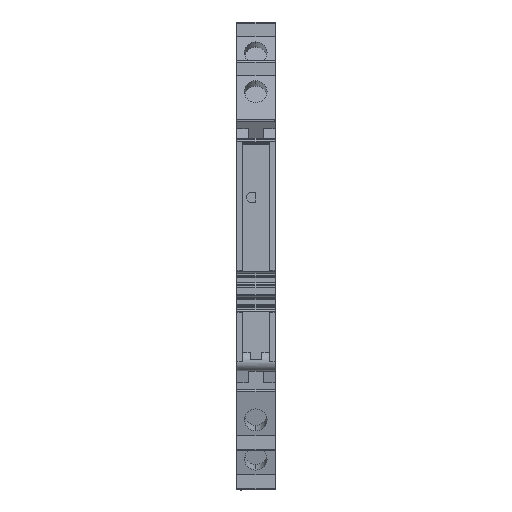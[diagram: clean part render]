
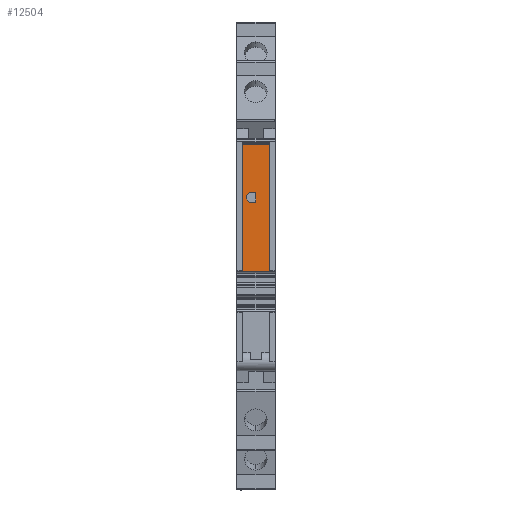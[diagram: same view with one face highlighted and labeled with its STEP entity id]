
A CAD part, top view. The second image highlights one B-rep face of the part: STEP entity #12504.
In plain terms, the highlighted planar face has unit normal (0, 0, 1).
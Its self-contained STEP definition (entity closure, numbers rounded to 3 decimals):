
#12488=AXIS2_PLACEMENT_3D('Plane Axis2P3D',#12485,#12486,#12487) ;
#12148=CARTESIAN_POINT('Vertex',(5.2,34.776,55.)) ;
#12162=CARTESIAN_POINT('Vertex',(5.2,54.949,55.)) ;
#12165=CARTESIAN_POINT('Line Origine',(5.2,44.863,55.)) ;
#12201=CARTESIAN_POINT('Vertex',(0.9,54.949,55.)) ;
#12204=CARTESIAN_POINT('Line Origine',(3.05,54.949,55.)) ;
#12233=CARTESIAN_POINT('Vertex',(0.9,34.776,55.)) ;
#12236=CARTESIAN_POINT('Line Origine',(0.9,44.863,55.)) ;
#12259=CARTESIAN_POINT('Line Origine',(3.05,34.776,55.)) ;
#12277=CARTESIAN_POINT('Line Origine',(1.747,45.987,55.)) ;
#12281=CARTESIAN_POINT('Vertex',(1.5,46.234,55.)) ;
#12283=CARTESIAN_POINT('Vertex',(1.995,45.739,55.)) ;
#12318=CARTESIAN_POINT('Line Origine',(1.5,46.489,55.)) ;
#12322=CARTESIAN_POINT('Vertex',(1.5,46.744,55.)) ;
#12350=CARTESIAN_POINT('Line Origine',(1.747,46.992,55.)) ;
#12354=CARTESIAN_POINT('Vertex',(1.995,47.239,55.)) ;
#12382=CARTESIAN_POINT('Line Origine',(2.497,47.239,55.)) ;
#12386=CARTESIAN_POINT('Vertex',(3.,47.239,55.)) ;
#12414=CARTESIAN_POINT('Line Origine',(3.,46.489,55.)) ;
#12418=CARTESIAN_POINT('Vertex',(3.,45.739,55.)) ;
#12446=CARTESIAN_POINT('Line Origine',(2.497,45.739,55.)) ;
#12485=CARTESIAN_POINT('Axis2P3D Location',(0.,0.,55.)) ;
#12166=DIRECTION('Vector Direction',(0.,-1.,0.)) ;
#12205=DIRECTION('Vector Direction',(1.,0.,0.)) ;
#12237=DIRECTION('Vector Direction',(0.,1.,0.)) ;
#12260=DIRECTION('Vector Direction',(-1.,0.,0.)) ;
#12278=DIRECTION('Vector Direction',(0.707,-0.707,0.)) ;
#12319=DIRECTION('Vector Direction',(0.,-1.,0.)) ;
#12351=DIRECTION('Vector Direction',(-0.707,-0.707,0.)) ;
#12383=DIRECTION('Vector Direction',(-1.,0.,0.)) ;
#12415=DIRECTION('Vector Direction',(0.,1.,0.)) ;
#12447=DIRECTION('Vector Direction',(1.,0.,0.)) ;
#12486=DIRECTION('Axis2P3D Direction',(0.,0.,1.)) ;
#12487=DIRECTION('Axis2P3D XDirection',(1.,0.,0.)) ;
#12167=VECTOR('Line Direction',#12166,1.) ;
#12206=VECTOR('Line Direction',#12205,1.) ;
#12238=VECTOR('Line Direction',#12237,1.) ;
#12261=VECTOR('Line Direction',#12260,1.) ;
#12279=VECTOR('Line Direction',#12278,1.) ;
#12320=VECTOR('Line Direction',#12319,1.) ;
#12352=VECTOR('Line Direction',#12351,1.) ;
#12384=VECTOR('Line Direction',#12383,1.) ;
#12416=VECTOR('Line Direction',#12415,1.) ;
#12448=VECTOR('Line Direction',#12447,1.) ;
#12491=ORIENTED_EDGE('',*,*,#12169,.T.) ;
#12492=ORIENTED_EDGE('',*,*,#12208,.T.) ;
#12493=ORIENTED_EDGE('',*,*,#12240,.T.) ;
#12494=ORIENTED_EDGE('',*,*,#12263,.T.) ;
#12497=ORIENTED_EDGE('',*,*,#12285,.F.) ;
#12498=ORIENTED_EDGE('',*,*,#12324,.F.) ;
#12499=ORIENTED_EDGE('',*,*,#12356,.F.) ;
#12500=ORIENTED_EDGE('',*,*,#12388,.F.) ;
#12501=ORIENTED_EDGE('',*,*,#12420,.F.) ;
#12502=ORIENTED_EDGE('',*,*,#12450,.F.) ;
#12503=FACE_BOUND('',#12496,.T.) ;
#12504=ADVANCED_FACE('Bedruckung_1',(#12495,#12503),#12489,.T.) ;
#12169=EDGE_CURVE('',#12149,#12163,#12168,.F.) ;
#12208=EDGE_CURVE('',#12163,#12202,#12207,.F.) ;
#12240=EDGE_CURVE('',#12202,#12234,#12239,.F.) ;
#12263=EDGE_CURVE('',#12234,#12149,#12262,.F.) ;
#12285=EDGE_CURVE('',#12282,#12284,#12280,.T.) ;
#12324=EDGE_CURVE('',#12323,#12282,#12321,.T.) ;
#12356=EDGE_CURVE('',#12355,#12323,#12353,.T.) ;
#12388=EDGE_CURVE('',#12387,#12355,#12385,.T.) ;
#12420=EDGE_CURVE('',#12419,#12387,#12417,.T.) ;
#12450=EDGE_CURVE('',#12284,#12419,#12449,.T.) ;
#12490=EDGE_LOOP('',(#12491,#12492,#12493,#12494)) ;
#12496=EDGE_LOOP('',(#12497,#12498,#12499,#12500,#12501,#12502)) ;
#12495=FACE_OUTER_BOUND('',#12490,.T.) ;
#12168=LINE('Line',#12165,#12167) ;
#12207=LINE('Line',#12204,#12206) ;
#12239=LINE('Line',#12236,#12238) ;
#12262=LINE('Line',#12259,#12261) ;
#12280=LINE('Line',#12277,#12279) ;
#12321=LINE('Line',#12318,#12320) ;
#12353=LINE('Line',#12350,#12352) ;
#12385=LINE('Line',#12382,#12384) ;
#12417=LINE('Line',#12414,#12416) ;
#12449=LINE('Line',#12446,#12448) ;
#12489=PLANE('',#12488) ;
#12149=VERTEX_POINT('',#12148) ;
#12163=VERTEX_POINT('',#12162) ;
#12202=VERTEX_POINT('',#12201) ;
#12234=VERTEX_POINT('',#12233) ;
#12282=VERTEX_POINT('',#12281) ;
#12284=VERTEX_POINT('',#12283) ;
#12323=VERTEX_POINT('',#12322) ;
#12355=VERTEX_POINT('',#12354) ;
#12387=VERTEX_POINT('',#12386) ;
#12419=VERTEX_POINT('',#12418) ;
